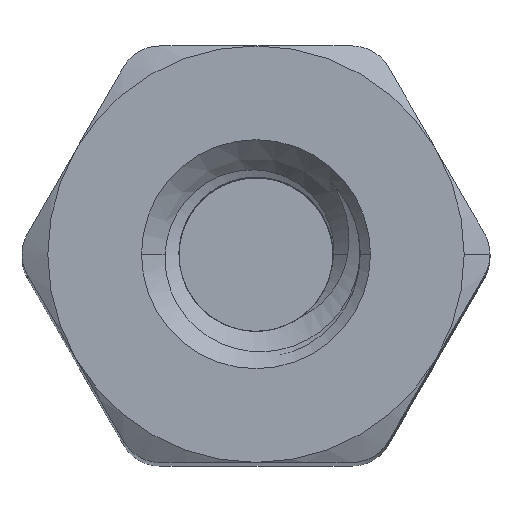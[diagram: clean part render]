
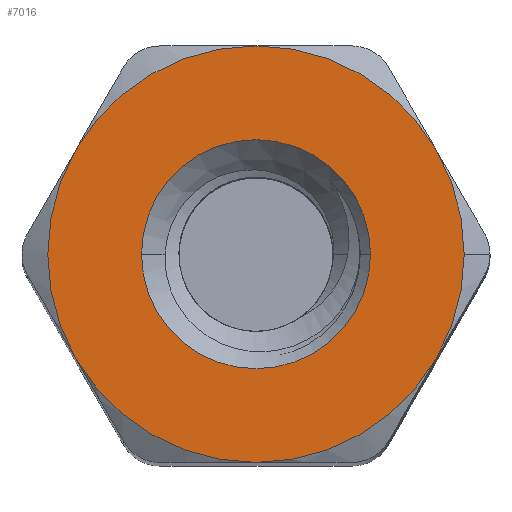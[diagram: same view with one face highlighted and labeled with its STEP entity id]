
A CAD part, top view. The second image highlights one B-rep face of the part: STEP entity #7016.
In plain terms, the highlighted planar face has unit normal (0, 0, 1).
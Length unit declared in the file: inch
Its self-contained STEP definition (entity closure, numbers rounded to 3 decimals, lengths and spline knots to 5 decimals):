
#35 = CARTESIAN_POINT ( 'NONE',  ( 0., 0., 1.25 ) ) ;
#48 = EDGE_LOOP ( 'NONE', ( #6685, #1433, #4636, #4999, #2310, #5055, #4613 ) ) ;
#125 = CARTESIAN_POINT ( 'NONE',  ( 0., 0.25, 1.25 ) ) ;
#297 = EDGE_CURVE ( 'NONE', #2975, #6233, #4588, .T. ) ;
#391 = CARTESIAN_POINT ( 'NONE',  ( 0., 0., 1.25 ) ) ;
#423 = FACE_BOUND ( 'NONE', #3767, .T. ) ;
#626 = CIRCLE ( 'NONE', #4461, 0.25 ) ;
#659 = AXIS2_PLACEMENT_3D ( 'NONE', #5342, #1375, #2521 ) ;
#810 = AXIS2_PLACEMENT_3D ( 'NONE', #4313, #4342, #1448 ) ;
#1034 = CARTESIAN_POINT ( 'NONE',  ( 0., 0., 1.25 ) ) ;
#1079 = DIRECTION ( 'NONE',  ( 1., 0., 0. ) ) ;
#1084 = VERTEX_POINT ( 'NONE', #7179 ) ;
#1093 = DIRECTION ( 'NONE',  ( 0., 1., 0. ) ) ;
#1113 = DIRECTION ( 'NONE',  ( 1., 0., 0. ) ) ;
#1241 = VERTEX_POINT ( 'NONE', #6181 ) ;
#1267 = EDGE_CURVE ( 'NONE', #1084, #3954, #1796, .T. ) ;
#1375 = DIRECTION ( 'NONE',  ( 0., 0., 1. ) ) ;
#1433 = ORIENTED_EDGE ( 'NONE', *, *, #4005, .T. ) ;
#1448 = DIRECTION ( 'NONE',  ( 1., 0., 0. ) ) ;
#1501 = DIRECTION ( 'NONE',  ( 1., 0., 0. ) ) ;
#1535 = VERTEX_POINT ( 'NONE', #125 ) ;
#1574 = CARTESIAN_POINT ( 'NONE',  ( 0., 0., 1.25 ) ) ;
#1642 = CARTESIAN_POINT ( 'NONE',  ( 0., 0., 1.25 ) ) ;
#1796 = CIRCLE ( 'NONE', #2454, 0.25 ) ;
#1881 = CIRCLE ( 'NONE', #3455, 0.1375 ) ;
#1962 = FACE_OUTER_BOUND ( 'NONE', #48, .T. ) ;
#1991 = EDGE_CURVE ( 'NONE', #1241, #1084, #4766, .T. ) ;
#2155 = DIRECTION ( 'NONE',  ( 0., 0., 1. ) ) ;
#2310 = ORIENTED_EDGE ( 'NONE', *, *, #1991, .T. ) ;
#2319 = EDGE_CURVE ( 'NONE', #6233, #1241, #3793, .T. ) ;
#2446 = DIRECTION ( 'NONE',  ( 0., 0., 1. ) ) ;
#2454 = AXIS2_PLACEMENT_3D ( 'NONE', #1642, #4529, #1079 ) ;
#2490 = CARTESIAN_POINT ( 'NONE',  ( 0., 0., 1.25 ) ) ;
#2521 = DIRECTION ( 'NONE',  ( 1., 0., 0. ) ) ;
#2601 = CIRCLE ( 'NONE', #659, 0.1375 ) ;
#2774 = ORIENTED_EDGE ( 'NONE', *, *, #3297, .F. ) ;
#2805 = AXIS2_PLACEMENT_3D ( 'NONE', #1034, #3968, #1093 ) ;
#2839 = EDGE_CURVE ( 'NONE', #3412, #1535, #626, .T. ) ;
#2858 = VERTEX_POINT ( 'NONE', #3866 ) ;
#2897 = CARTESIAN_POINT ( 'NONE',  ( 0.21651, 0.125, 1.25 ) ) ;
#2975 = VERTEX_POINT ( 'NONE', #3805 ) ;
#3297 = EDGE_CURVE ( 'NONE', #2858, #5356, #1881, .T. ) ;
#3341 = DIRECTION ( 'NONE',  ( 1., 0., 0. ) ) ;
#3342 = DIRECTION ( 'NONE',  ( 0., 0., 1. ) ) ;
#3402 = DIRECTION ( 'NONE',  ( 1., 0., 0. ) ) ;
#3412 = VERTEX_POINT ( 'NONE', #2897 ) ;
#3455 = AXIS2_PLACEMENT_3D ( 'NONE', #6701, #4478, #3402 ) ;
#3621 = CARTESIAN_POINT ( 'NONE',  ( -0.21651, -0.125, 1.25 ) ) ;
#3767 = EDGE_LOOP ( 'NONE', ( #6510, #2774 ) ) ;
#3793 = CIRCLE ( 'NONE', #6735, 0.25 ) ;
#3805 = CARTESIAN_POINT ( 'NONE',  ( -0.21651, 0.125, 1.25 ) ) ;
#3866 = CARTESIAN_POINT ( 'NONE',  ( -0.1375, 0., 1.25 ) ) ;
#3915 = DIRECTION ( 'NONE',  ( 1., 0., 0. ) ) ;
#3953 = CIRCLE ( 'NONE', #810, 0.25 ) ;
#3954 = VERTEX_POINT ( 'NONE', #6787 ) ;
#3968 = DIRECTION ( 'NONE',  ( 0., 0., -1. ) ) ;
#4005 = EDGE_CURVE ( 'NONE', #1535, #2975, #4314, .T. ) ;
#4086 = DIRECTION ( 'NONE',  ( 1., 0., 0. ) ) ;
#4313 = CARTESIAN_POINT ( 'NONE',  ( 0., 0., 1.25 ) ) ;
#4314 = CIRCLE ( 'NONE', #5167, 0.25 ) ;
#4342 = DIRECTION ( 'NONE',  ( 0., 0., 1. ) ) ;
#4461 = AXIS2_PLACEMENT_3D ( 'NONE', #6170, #6739, #3341 ) ;
#4478 = DIRECTION ( 'NONE',  ( 0., 0., 1. ) ) ;
#4529 = DIRECTION ( 'NONE',  ( 0., 0., 1. ) ) ;
#4588 = CIRCLE ( 'NONE', #4691, 0.25 ) ;
#4609 = DIRECTION ( 'NONE',  ( 0., 0., 1. ) ) ;
#4613 = ORIENTED_EDGE ( 'NONE', *, *, #5149, .T. ) ;
#4636 = ORIENTED_EDGE ( 'NONE', *, *, #297, .T. ) ;
#4691 = AXIS2_PLACEMENT_3D ( 'NONE', #1574, #2155, #1501 ) ;
#4709 = CARTESIAN_POINT ( 'NONE',  ( 0.1375, 0., 1.25 ) ) ;
#4766 = CIRCLE ( 'NONE', #5634, 0.25 ) ;
#4999 = ORIENTED_EDGE ( 'NONE', *, *, #2319, .T. ) ;
#5055 = ORIENTED_EDGE ( 'NONE', *, *, #1267, .T. ) ;
#5149 = EDGE_CURVE ( 'NONE', #3954, #3412, #3953, .T. ) ;
#5167 = AXIS2_PLACEMENT_3D ( 'NONE', #35, #4609, #1113 ) ;
#5342 = CARTESIAN_POINT ( 'NONE',  ( 0., 0., 1.25 ) ) ;
#5356 = VERTEX_POINT ( 'NONE', #4709 ) ;
#5614 = PLANE ( 'NONE',  #2805 ) ;
#5634 = AXIS2_PLACEMENT_3D ( 'NONE', #391, #3342, #3915 ) ;
#6170 = CARTESIAN_POINT ( 'NONE',  ( 0., 0., 1.25 ) ) ;
#6181 = CARTESIAN_POINT ( 'NONE',  ( 0., -0.25, 1.25 ) ) ;
#6233 = VERTEX_POINT ( 'NONE', #3621 ) ;
#6290 = EDGE_CURVE ( 'NONE', #5356, #2858, #2601, .T. ) ;
#6510 = ORIENTED_EDGE ( 'NONE', *, *, #6290, .F. ) ;
#6685 = ORIENTED_EDGE ( 'NONE', *, *, #2839, .T. ) ;
#6701 = CARTESIAN_POINT ( 'NONE',  ( 0., 0., 1.25 ) ) ;
#6735 = AXIS2_PLACEMENT_3D ( 'NONE', #2490, #2446, #4086 ) ;
#6739 = DIRECTION ( 'NONE',  ( 0., 0., 1. ) ) ;
#6787 = CARTESIAN_POINT ( 'NONE',  ( 0.25, 0., 1.25 ) ) ;
#7016 = ADVANCED_FACE ( 'NONE', ( #423, #1962 ), #5614, .F. ) ;
#7179 = CARTESIAN_POINT ( 'NONE',  ( 0.21651, -0.125, 1.25 ) ) ;
